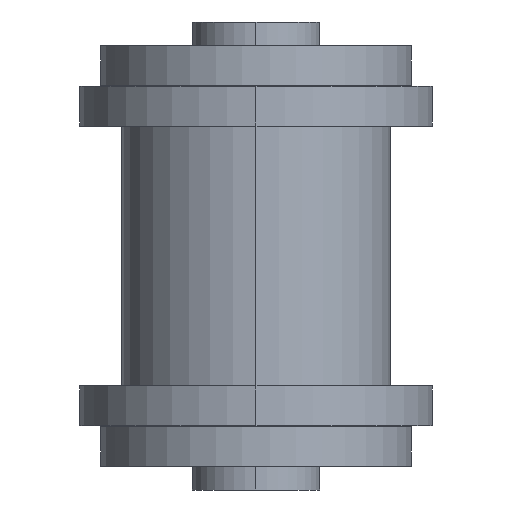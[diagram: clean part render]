
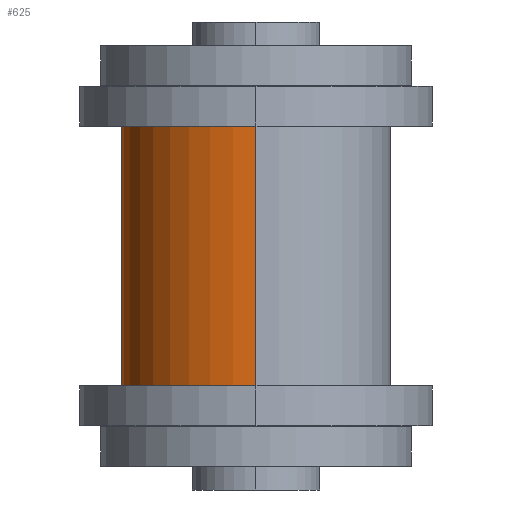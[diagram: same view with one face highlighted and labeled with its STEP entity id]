
A CAD part, left-side view. The second image highlights one B-rep face of the part: STEP entity #625.
In plain terms, the highlighted cylindrical face has radius 6.035 mm (diameter 12.07 mm), a partial arc.
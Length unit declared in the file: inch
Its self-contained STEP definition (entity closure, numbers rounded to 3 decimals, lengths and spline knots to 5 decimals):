
#33 = DIRECTION ( 'NONE',  ( 0., 0., -1. ) ) ;
#168 = CIRCLE ( 'NONE', #553, 0.2376 ) ;
#360 = LINE ( 'NONE', #941, #1805 ) ;
#373 = CARTESIAN_POINT ( 'NONE',  ( -0.6126, 0., 0.22992 ) ) ;
#403 = DIRECTION ( 'NONE',  ( 0., 0., 1. ) ) ;
#553 = AXIS2_PLACEMENT_3D ( 'NONE', #1759, #33, #2056 ) ;
#625 = ADVANCED_FACE ( 'NONE', ( #1191 ), #1104, .T. ) ;
#669 = AXIS2_PLACEMENT_3D ( 'NONE', #2376, #1351, #3391 ) ;
#723 = VERTEX_POINT ( 'NONE', #3728 ) ;
#753 = CARTESIAN_POINT ( 'NONE',  ( -0.1374, 0., 0.22992 ) ) ;
#787 = AXIS2_PLACEMENT_3D ( 'NONE', #2133, #403, #2423 ) ;
#798 = EDGE_CURVE ( 'NONE', #1085, #3400, #3074, .T. ) ;
#851 = ORIENTED_EDGE ( 'NONE', *, *, #798, .F. ) ;
#940 = CARTESIAN_POINT ( 'NONE',  ( -0.6126, 0., 0.22992 ) ) ;
#941 = CARTESIAN_POINT ( 'NONE',  ( -0.1374, 0., 0.22992 ) ) ;
#1085 = VERTEX_POINT ( 'NONE', #373 ) ;
#1092 = CIRCLE ( 'NONE', #787, 0.2376 ) ;
#1104 = CYLINDRICAL_SURFACE ( 'NONE', #669, 0.2376 ) ;
#1191 = FACE_OUTER_BOUND ( 'NONE', #2838, .T. ) ;
#1351 = DIRECTION ( 'NONE',  ( 0., 0., -1. ) ) ;
#1534 = EDGE_CURVE ( 'NONE', #1923, #723, #360, .T. ) ;
#1759 = CARTESIAN_POINT ( 'NONE',  ( -0.375, 0., 0.22992 ) ) ;
#1805 = VECTOR ( 'NONE', #2977, 39.37008 ) ;
#1923 = VERTEX_POINT ( 'NONE', #753 ) ;
#2056 = DIRECTION ( 'NONE',  ( 1., 0., 0. ) ) ;
#2133 = CARTESIAN_POINT ( 'NONE',  ( -0.375, 0., -0.22992 ) ) ;
#2206 = ORIENTED_EDGE ( 'NONE', *, *, #3268, .T. ) ;
#2249 = ORIENTED_EDGE ( 'NONE', *, *, #3681, .T. ) ;
#2376 = CARTESIAN_POINT ( 'NONE',  ( -0.375, 0., 0.22992 ) ) ;
#2383 = DIRECTION ( 'NONE',  ( 0., 0., -1. ) ) ;
#2423 = DIRECTION ( 'NONE',  ( -1., 0., 0. ) ) ;
#2630 = ORIENTED_EDGE ( 'NONE', *, *, #1534, .T. ) ;
#2838 = EDGE_LOOP ( 'NONE', ( #2206, #2630, #2249, #851 ) ) ;
#2968 = CARTESIAN_POINT ( 'NONE',  ( -0.6126, 0., -0.22992 ) ) ;
#2977 = DIRECTION ( 'NONE',  ( 0., 0., -1. ) ) ;
#3074 = LINE ( 'NONE', #940, #3750 ) ;
#3268 = EDGE_CURVE ( 'NONE', #1085, #1923, #168, .T. ) ;
#3391 = DIRECTION ( 'NONE',  ( -1., 0., 0. ) ) ;
#3400 = VERTEX_POINT ( 'NONE', #2968 ) ;
#3681 = EDGE_CURVE ( 'NONE', #723, #3400, #1092, .T. ) ;
#3728 = CARTESIAN_POINT ( 'NONE',  ( -0.1374, 0., -0.22992 ) ) ;
#3750 = VECTOR ( 'NONE', #2383, 39.37008 ) ;
